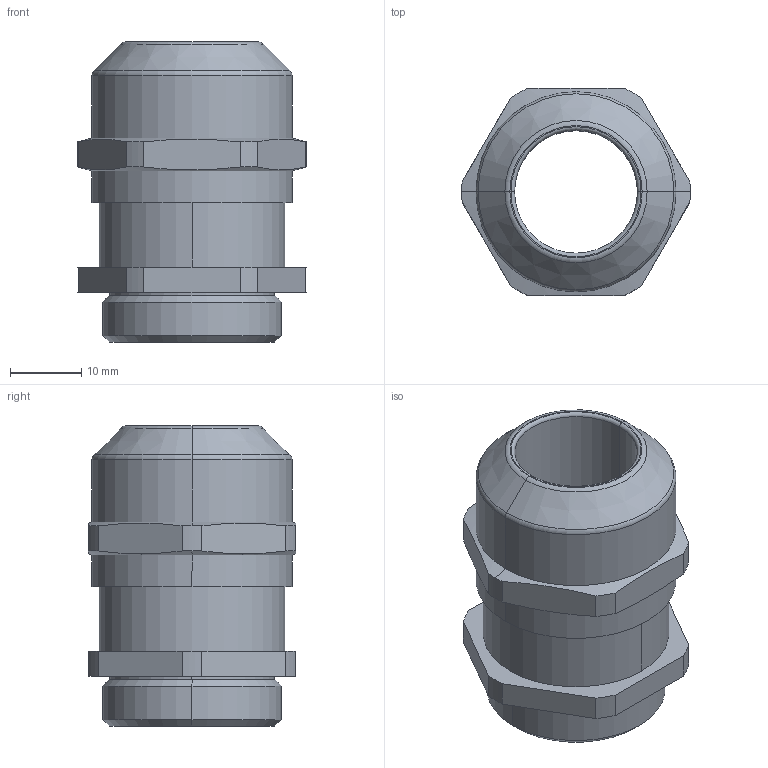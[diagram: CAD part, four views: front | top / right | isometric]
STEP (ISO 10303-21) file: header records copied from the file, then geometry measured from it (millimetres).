
FILE_DESCRIPTION(('Creo Elements/Direct Modeling STEP Export'),'2;1');
FILE_NAME('0lndrp34ou4sq2e1988','2019-01-28T 9:51:16',(''),(''),'PTC Creo Elements/Direct Modeling STEP processor for AP214 (Solid Model)','PTC Creo Elements/Direct Modeling 19.0E 27-Jun-2016 (C) Parametric Technology GmbH','');
FILE_SCHEMA(('AUTOMOTIVE_DESIGN { 1 0 10303 214 1 1 1 1 }'));
Length unit declared in the file: millimetre
Products named in the file (2): AW_M25PJ
Assembly tree (1 placements, depth 2):
  AW_M25PJ
    AW_M25PJ
Bounding box: 32 x 29 x 42 mm (x, y, z)
Volume: 14433.5 mm3; surface area: 7024.8 mm2
Topology: 1 solids, 1 shells, 58 faces, 140 edges, 88 vertices
Faces by surface type: cylinder 24, plane 18, cone 10, torus 6
Entity records: 2683 total; most frequent: CARTESIAN_POINT 844, ORIENTED_EDGE 280, DIRECTION 278, EDGE_CURVE 140, AXIS2_PLACEMENT_3D 110, VERTEX_POINT 88, EDGE_LOOP 64, COLOUR_RGB 59
